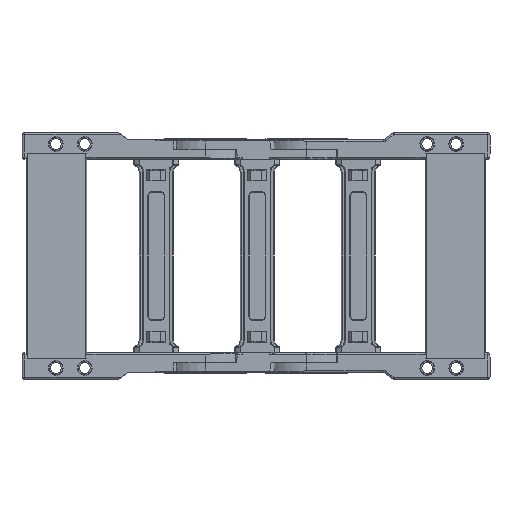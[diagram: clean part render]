
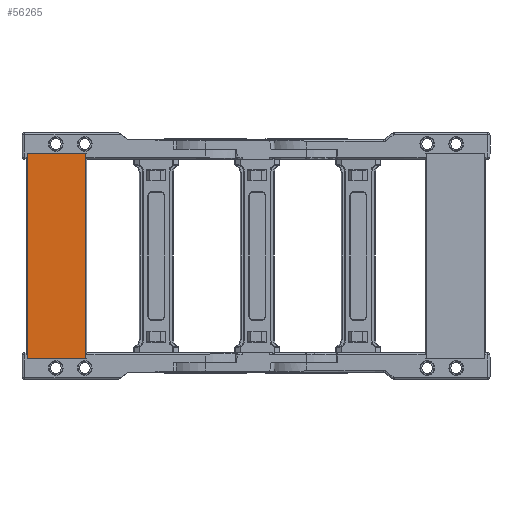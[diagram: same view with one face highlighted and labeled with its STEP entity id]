
A CAD part, front view. The second image highlights one B-rep face of the part: STEP entity #56265.
In plain terms, the highlighted planar face has unit normal (0, -1, 0).
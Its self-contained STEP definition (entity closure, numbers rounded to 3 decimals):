
#16165 = ORIENTED_EDGE ( 'NONE', *, *, #112902, .T. ) ;
#19204 = CARTESIAN_POINT ( 'NONE',  ( -256.749, -23.319, 228.259 ) ) ;
#24454 = VERTEX_POINT ( 'NONE', #25502 ) ;
#25502 = CARTESIAN_POINT ( 'NONE',  ( -286.985, -23.319, 228.259 ) ) ;
#25739 = VECTOR ( 'NONE', #65743, 1000. ) ;
#28536 = ORIENTED_EDGE ( 'NONE', *, *, #76326, .F. ) ;
#38557 = DIRECTION ( 'NONE',  ( 0., 0., -1. ) ) ;
#38880 = PLANE ( 'NONE',  #85877 ) ;
#47043 = VERTEX_POINT ( 'NONE', #19204 ) ;
#47451 = DIRECTION ( 'NONE',  ( 0., 0., -1. ) ) ;
#50405 = DIRECTION ( 'NONE',  ( 0., 1., 0. ) ) ;
#54183 = EDGE_CURVE ( 'NONE', #47043, #24454, #138817, .T. ) ;
#56265 = ADVANCED_FACE ( 'NONE', ( #138426 ), #38880, .F. ) ;
#56538 = CARTESIAN_POINT ( 'NONE',  ( -256.749, -23.319, 228.259 ) ) ;
#57936 = CARTESIAN_POINT ( 'NONE',  ( -286.985, -23.319, 121.839 ) ) ;
#59849 = VERTEX_POINT ( 'NONE', #57936 ) ;
#65743 = DIRECTION ( 'NONE',  ( -1., 0., 0. ) ) ;
#69361 = CARTESIAN_POINT ( 'NONE',  ( -286.985, -23.319, 228.259 ) ) ;
#73502 = CARTESIAN_POINT ( 'NONE',  ( -331.214, -23.319, 121.839 ) ) ;
#76326 = EDGE_CURVE ( 'NONE', #47043, #127303, #77318, .T. ) ;
#77318 = LINE ( 'NONE', #125734, #84158 ) ;
#78773 = VECTOR ( 'NONE', #121373, 1000. ) ;
#84158 = VECTOR ( 'NONE', #47451, 1000. ) ;
#84339 = EDGE_LOOP ( 'NONE', ( #28536, #102296, #16165, #105913 ) ) ;
#85877 = AXIS2_PLACEMENT_3D ( 'NONE', #116219, #50405, #127267 ) ;
#89825 = LINE ( 'NONE', #69361, #117430 ) ;
#91742 = EDGE_CURVE ( 'NONE', #127303, #59849, #92658, .T. ) ;
#92658 = LINE ( 'NONE', #73502, #25739 ) ;
#102296 = ORIENTED_EDGE ( 'NONE', *, *, #54183, .T. ) ;
#105913 = ORIENTED_EDGE ( 'NONE', *, *, #91742, .F. ) ;
#111213 = CARTESIAN_POINT ( 'NONE',  ( -256.749, -23.319, 121.839 ) ) ;
#112902 = EDGE_CURVE ( 'NONE', #24454, #59849, #89825, .T. ) ;
#116219 = CARTESIAN_POINT ( 'NONE',  ( -256.749, -23.319, 228.259 ) ) ;
#117430 = VECTOR ( 'NONE', #38557, 1000. ) ;
#121373 = DIRECTION ( 'NONE',  ( -1., 0., 0. ) ) ;
#125734 = CARTESIAN_POINT ( 'NONE',  ( -256.749, -23.319, 228.259 ) ) ;
#127267 = DIRECTION ( 'NONE',  ( 1., 0., 0. ) ) ;
#127303 = VERTEX_POINT ( 'NONE', #111213 ) ;
#138426 = FACE_OUTER_BOUND ( 'NONE', #84339, .T. ) ;
#138817 = LINE ( 'NONE', #56538, #78773 ) ;
